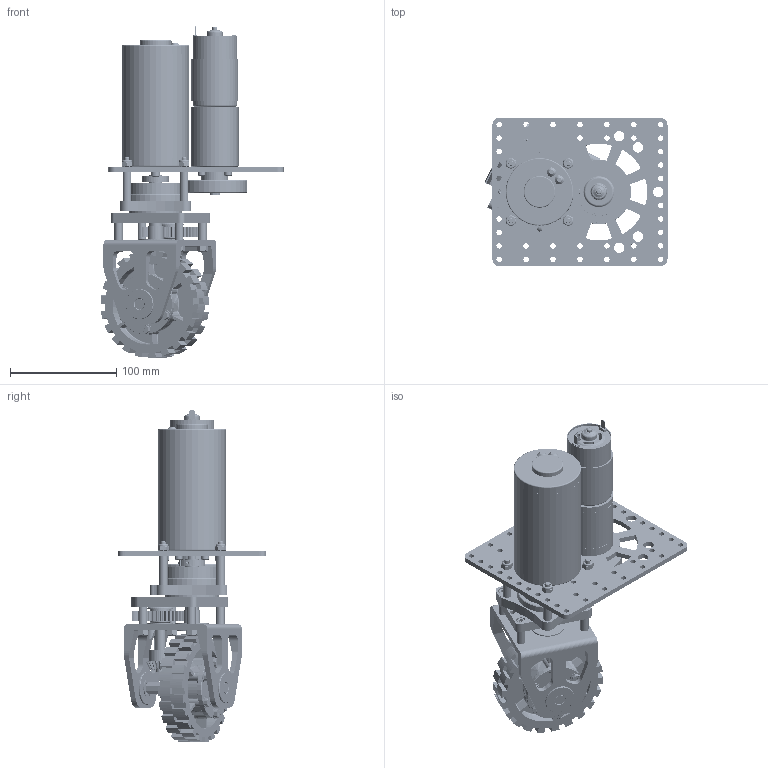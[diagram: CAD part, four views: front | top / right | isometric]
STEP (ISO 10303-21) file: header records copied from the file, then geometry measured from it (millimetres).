
FILE_DESCRIPTION (( 'STEP AP203' ), '1' );
FILE_NAME ('am-3009 Swerve & Steer.STEP', '2017-01-25T14:38:05', ( '' ), ( '' ), 'SwSTEP 2.0', 'SolidWorks 2014', '' );
FILE_SCHEMA (( 'CONFIG_CONTROL_DESIGN' ));
Length unit declared in the file: inch
Products named in the file (43): 40t 1-25mod bevel gear; Thrust Washer 3750K28; 375 E-klip - Mcm 97431A320_97431A320; 10-32x1750_shcs_HX-SHCS 0.19-32x1.375x1-C; 40-20 1-25 mod bevel gear pair; 10-32x0625_shcs_HX-SHCS 0.19-32x1.375x1-C; 40T 20dp 375h_Inch - Spur gear 20DP 40T 14.5PA .372FW ---S40N3.0H2.0L0.25N; CIM Motor SW; 375 Hex Output Shaft Rev 2; PG-71; 12T CIM Shaft; Swerve & Steer Top Rev 2; 500 Washer am-1001; Motor Mount Plate Rev 2; 4in 2013 Hub; R20-ZZ Bearing_60355K821; Bevel Input Shaft; AMS C Housing Rev 2; 10-32 Nylock Nut 1_90631A411; SHCS M4x10_91290A187; 4 in tread; Bearing Plate; Gear Plate; FR8ZZ Bearing_smart; 10-32x1250_shcs; 4x4x12mm Machine Key; 4 in HiGrip Wheel; 40T Sleeve Gear REV2; FR6ZZ-L Hex Bearing; 620x215 alum spacer 83062 K-S; 438x406 spacer 13RS100043; 375 Hex Hub; 1100x215 alum spacer 83062 K-S; FR6ZZ Bearing_smart; Swerve & Steer Bot Rev 2; 48T 10mm bore gear; 10-24 Hex Washer Rolling x 3-4_93882A213; VEX 217-2736 0500 Collar Clamp; 20t 1-25mod bevel gear; am-3009 Swerve & Steer ...
Assembly tree (77 placements, depth 4):
  am-3009 Swerve & Steer
    Swerve & Steer Top Rev 2
      PG-71
      R20-ZZ Bearing_60355K821
      Bearing Plate
      40T Sleeve Gear REV2
      1100x215 alum spacer 83062 K-S  x4
      VEX 217-2736 0500 Collar Clamp
      10-32 Nylock Nut  x4
      10-32x1750_shcs_HX-SHCS 0.19-32x1.375x1-C  x4
      CIM Motor SW
      Motor Mount Plate Rev 2
      SHCS M4x10_91290A187  x4
      4x4x12mm Machine Key
      438x406 spacer 13RS100043
      48T 10mm bore gear
      375 External Self Locking Ring_98430A134
      Thrust Washer 3750K28
      10-32x0625_shcs_HX-SHCS 0.19-32x1.375x1-C  x2
    Swerve & Steer Bot Rev 2
      AMS C Housing Rev 2
      FR8ZZ Bearing_smart
      FR6ZZ-L Hex Bearing  x2
      FR6ZZ Bearing_smart  x2
      40-20 1-25 mod bevel gear pair
        20t 1-25mod bevel gear
        40t 1-25mod bevel gear
      12T CIM Shaft
      Bevel Input Shaft
      Gear Plate
      375 Hex Output Shaft Rev 2
      4 in HiGrip Wheel
        4in 2013 Hub
        4 in tread
      375 Hex Hub
      10-24 Hex Washer Rolling x 3-4_93882A213  x6
      125x443 spacer SPS-0750-0443-0125
      375 E-klip - Mcm 97431A320_97431A320  x2
      40T 20dp 375h_Inch - Spur gear 20DP 40T 14.5PA .372FW ---S40N3.0H2.0L0.25N
      500 Washer am-1001  x2
      10-32x0625_shcs_HX-SHCS 0.19-32x1.375x1-C  x4
      10-32 Nylock Nut 1_90631A411  x4
      10-32x1250_shcs  x4
      620x215 alum spacer 83062 K-S  x4
Bounding box: 172.57 x 139.7 x 313.07 mm (x, y, z)
Volume: 976394.8 mm3; surface area: 363601.8 mm2
Topology: 94 solids, 94 shells, 5296 faces, 13667 edges, 8653 vertices
Faces by surface type: cylinder 2127, plane 1144, cone 890, bspline 712, sphere 216, torus 207
Entity records: 135862 total; most frequent: CARTESIAN_POINT 44938, ORIENTED_EDGE 18636, DIRECTION 17218, EDGE_CURVE 9318, AXIS2_PLACEMENT_3D 6967, VERTEX_POINT 5934, EDGE_LOOP 4028, CIRCLE 3782
